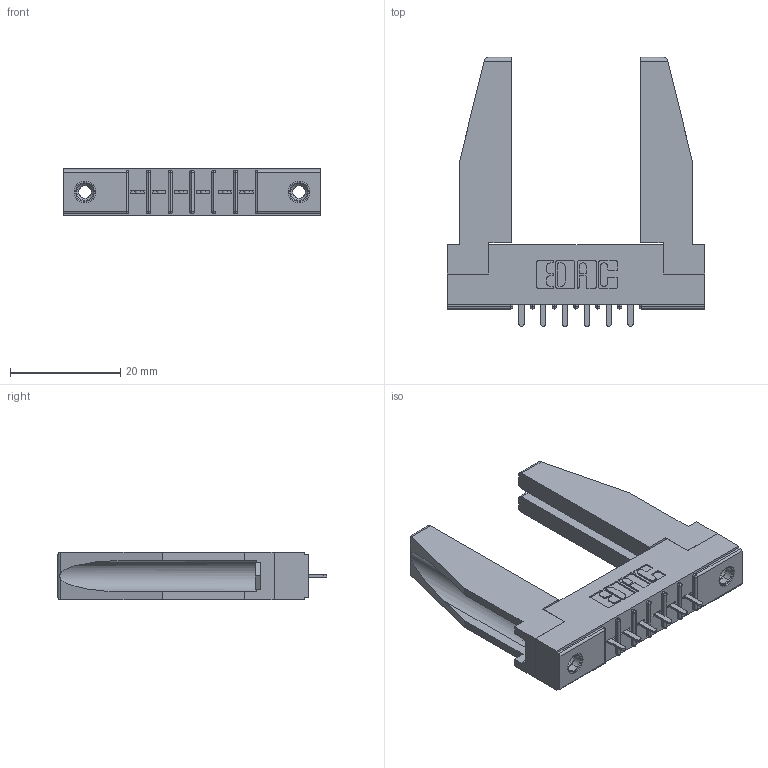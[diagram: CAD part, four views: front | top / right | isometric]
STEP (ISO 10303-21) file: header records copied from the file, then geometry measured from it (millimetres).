
FILE_DESCRIPTION (( 'STEP AP203' ), '1' );
FILE_NAME ('306-006-421-178.STEP', '2020-09-21T15:08:30', ( '' ), ( '' ), 'SwSTEP 2.0', 'SolidWorks 2020', '' );
FILE_SCHEMA (( 'CONFIG_CONTROL_DESIGN' ));
Length unit declared in the file: inch
Products named in the file (5): 345-250-001_345-250-001-102; 306-290-001_121; 306 Part_.156 Dia; 307-220-078; 306-006-421-178
Assembly tree (11 placements, depth 2):
  306-006-421-178
    306 Part_.156 Dia
    306-290-001_121  x6
    345-250-001_345-250-001-102  x2
    307-220-078  x2
Bounding box: 46.79 x 48.92 x 8.71 mm (x, y, z)
Volume: 7110.9 mm3; surface area: 7901.9 mm2
Topology: 11 solids, 11 shells, 666 faces, 1828 edges, 1176 vertices
Faces by surface type: plane 434, cylinder 192, sphere 24, cone 12, torus 4
Entity records: 12654 total; most frequent: CARTESIAN_POINT 2119, ORIENTED_EDGE 2054, DIRECTION 2045, EDGE_CURVE 1027, LINE 785, VECTOR 785, VERTEX_POINT 662, AXIS2_PLACEMENT_3D 630
